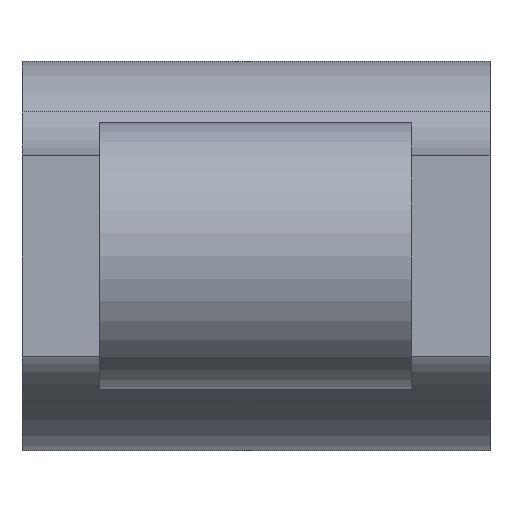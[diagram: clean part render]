
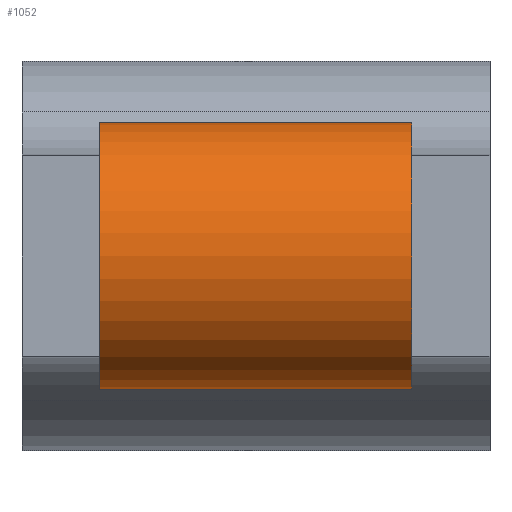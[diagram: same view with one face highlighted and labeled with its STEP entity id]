
A CAD part, left-side view. The second image highlights one B-rep face of the part: STEP entity #1052.
In plain terms, the highlighted cylindrical face has radius 12 mm (diameter 24 mm), a partial arc.
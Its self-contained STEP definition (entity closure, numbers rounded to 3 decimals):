
#369=CARTESIAN_POINT('',(0.,-14.,0.));
#370=DIRECTION('',(0.,-1.,0.));
#371=DIRECTION('',(0.458,0.,0.889));
#372=AXIS2_PLACEMENT_3D('',#369,#370,#371);
#374=DIRECTION('',(0.,1.,0.));
#375=VECTOR('',#374,28.);
#376=CARTESIAN_POINT('',(5.497,-14.,-10.667));
#377=LINE('',#376,#375);
#378=CARTESIAN_POINT('',(0.,14.,0.));
#379=DIRECTION('',(0.,1.,0.));
#380=DIRECTION('',(0.458,0.,-0.889));
#381=AXIS2_PLACEMENT_3D('',#378,#379,#380);
#388=DIRECTION('',(0.,1.,0.));
#389=VECTOR('',#388,28.);
#390=CARTESIAN_POINT('',(5.497,-14.,10.667));
#391=LINE('',#390,#389);
#474=CARTESIAN_POINT('',(5.497,-14.,-10.667));
#476=VERTEX_POINT('',#474);
#478=CARTESIAN_POINT('',(5.497,14.,-10.667));
#480=VERTEX_POINT('',#478);
#481=CARTESIAN_POINT('',(5.497,-14.,10.667));
#482=VERTEX_POINT('',#481);
#483=CARTESIAN_POINT('',(5.497,14.,10.667));
#484=VERTEX_POINT('',#483);
#1040=CARTESIAN_POINT('',(0.,-21.,0.));
#1041=DIRECTION('',(0.,1.,0.));
#1042=DIRECTION('',(1.,0.,0.));
#1043=AXIS2_PLACEMENT_3D('',#1040,#1041,#1042);
#1044=CYLINDRICAL_SURFACE('',#1043,12.);
#1045=ORIENTED_EDGE('',*,*,#659,.T.);
#1046=ORIENTED_EDGE('',*,*,#1035,.T.);
#1047=ORIENTED_EDGE('',*,*,#715,.T.);
#1049=ORIENTED_EDGE('',*,*,#1048,.F.);
#1050=EDGE_LOOP('',(#1045,#1046,#1047,#1049));
#1051=FACE_OUTER_BOUND('',#1050,.F.);
#1052=ADVANCED_FACE('',(#1051),#1044,.T.);
#373=CIRCLE('',#372,12.);
#382=CIRCLE('',#381,12.);
#659=EDGE_CURVE('',#482,#476,#373,.T.);
#715=EDGE_CURVE('',#480,#484,#382,.T.);
#1035=EDGE_CURVE('',#476,#480,#377,.T.);
#1048=EDGE_CURVE('',#482,#484,#391,.T.);
